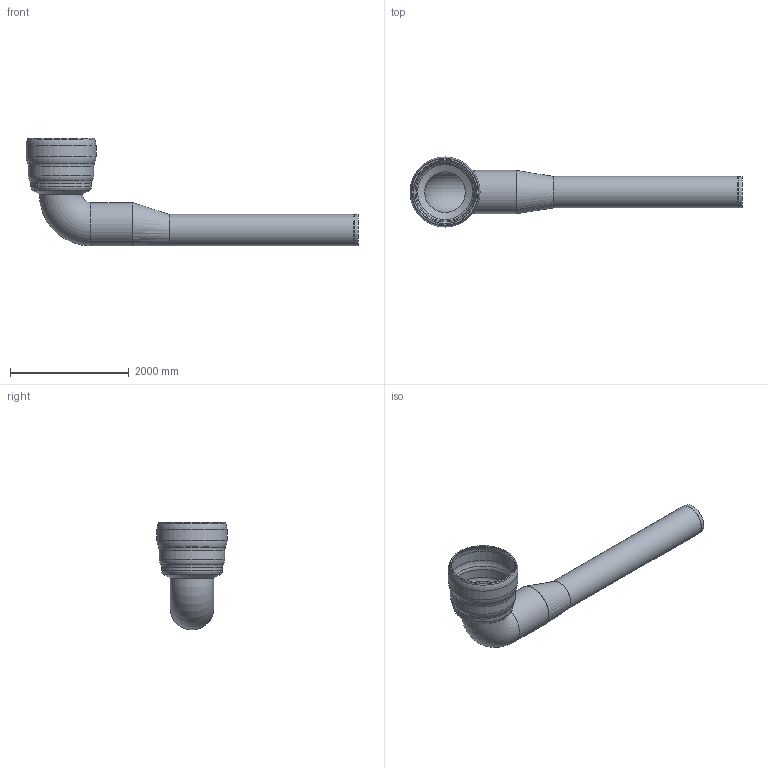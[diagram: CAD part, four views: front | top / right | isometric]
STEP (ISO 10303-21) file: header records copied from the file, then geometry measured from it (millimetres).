
FILE_DESCRIPTION(/* description */ (''),/* implementation_level */ '2;1');
FILE_NAME(/* name */ '05042.DB0X_3D.stp',/* time_stamp */ '2024-12-11T13:30:45+01:00',/* author */ ('CAD'),/* organization */ (''),/* preprocessor_version */ 'ST-DEVELOPER v20',/* originating_system */ 'AutoCAD Mechanical',/* authorisation */ '');
FILE_SCHEMA (('AUTOMOTIVE_DESIGN { 1 0 10303 214 3 1 1 }'));
Length unit declared in the file: centimetre
Products named in the file (2): Product; *S0
Assembly tree (1 placements, depth 2):
  Product
    *S0
Bounding box: 5591.31 x 1180 x 1815 mm (x, y, z)
Volume: 218596435 mm3; surface area: 26598027.6 mm2
Topology: 3 solids, 3 shells, 42 faces, 102 edges, 66 vertices
Faces by surface type: torus 18, cylinder 10, cone 6, plane 4, sphere 2, bspline 2
Full cylindrical faces by diameter (mm): 500 x1, 530 x1, 698 x1, 730 x1, 980 x1, 1020 x1, 1060 x1, 1100 x1, 1140 x1, 1180 x1
Entity records: 1359 total; most frequent: DIRECTION 270, CARTESIAN_POINT 249, ORIENTED_EDGE 204, AXIS2_PLACEMENT_3D 127, EDGE_CURVE 102, CIRCLE 84, VERTEX_POINT 66, EDGE_LOOP 48
